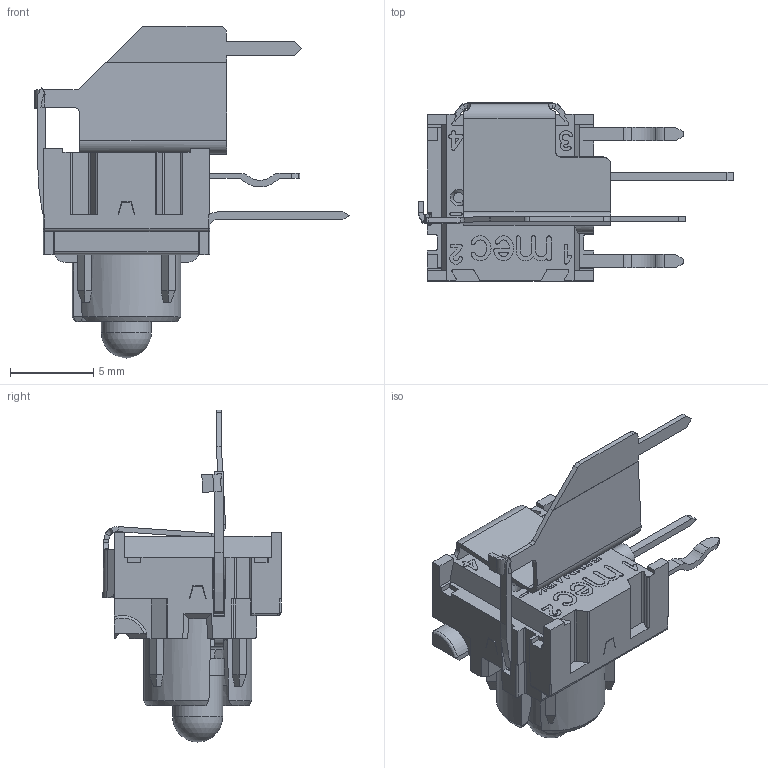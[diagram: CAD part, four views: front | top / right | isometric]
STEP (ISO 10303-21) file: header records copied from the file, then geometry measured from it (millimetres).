
FILE_DESCRIPTION(/* description */ ('','CAx-IF Rec.Pracs.---Representation and Presentation of Product Manufacturing Information (PMI)---4.0---2014-10-13'),/* implementation_level */ '2;1');
FILE_NAME(/* name */ '3FTH9XXRAS.stp',/* time_stamp */ '2020-02-25T10:58:46+01:00',/* author */ ('fd'),/* organization */ (''),/* preprocessor_version */ 'ST-DEVELOPER v18',/* originating_system */ 'Autodesk Inventor 2020',/* authorisation */ '');
FILE_SCHEMA (('AP242_MANAGED_MODEL_BASED_3D_ENGINEERING_MIM_LF { 1 0 10303 442 1 1 4 }'));
Length unit declared in the file: millimetre
Products named in the file (1): 3FTH9XXRAS_Shrinkwrap_1
Bounding box: 18.88 x 10.68 x 19.9 mm (x, y, z)
Volume: 659.4 mm3; surface area: 1181.4 mm2
Topology: 1 solids, 1 shells, 1066 faces, 3032 edges, 1971 vertices
Faces by surface type: plane 586, cylinder 423, torus 20, bspline 15, cone 13, sphere 9
Full cylindrical faces by diameter (mm): 0.2 x1, 1 x1, 3 x1, 3.2 x1, 6.5 x1
Entity records: 38089 total; most frequent: CARTESIAN_POINT 8382, DIRECTION 6124, ORIENTED_EDGE 6046, EDGE_CURVE 3023, AXIS2_PLACEMENT_3D 2118, VERTEX_POINT 1971, LINE 1888, VECTOR 1888
